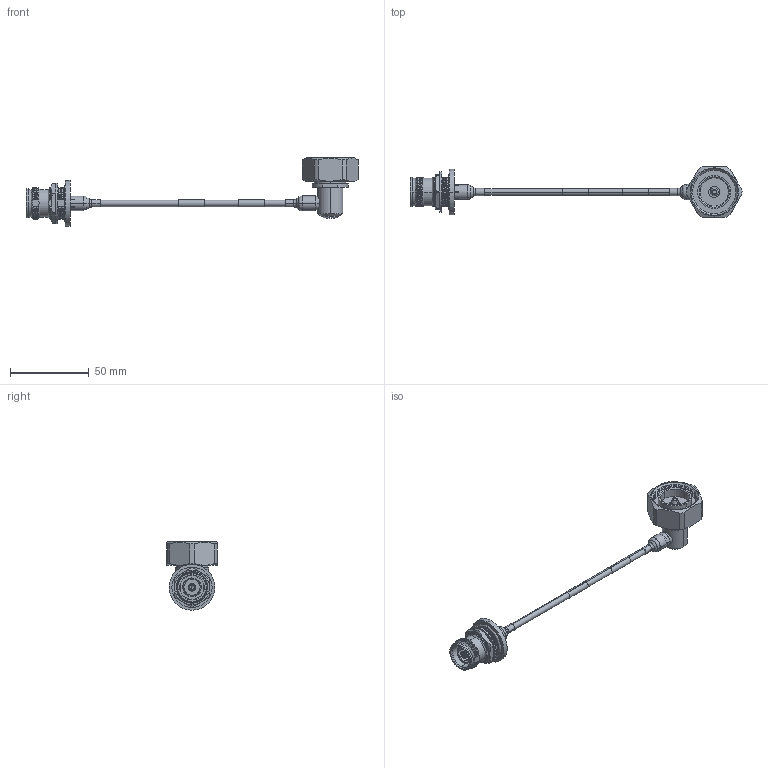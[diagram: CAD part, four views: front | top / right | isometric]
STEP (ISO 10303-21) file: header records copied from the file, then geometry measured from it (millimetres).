
FILE_DESCRIPTION (( 'STEP AP214' ), '1' );
FILE_NAME ('FMCA2483_3D.step', '2024-06-12T21:36:14', ( '' ), ( '' ), 'SwSTEP 2.0', 'SolidWorks 2022', '' );
FILE_SCHEMA (( 'AUTOMOTIVE_DESIGN' ));
Length unit declared in the file: inch
Products named in the file (6): TFT-5G-402^FMCA2483_LABEL PE+FM; HEAT SHRINK^FMCA2483; TC-402-716M-RA-LP-PE; TC-402-4310F-BH-LP-PE; HEAT SHRINK^FMCA2483_1.5; FMCA2483_3D
Assembly tree (5 placements, depth 2):
  FMCA2483_3D
    TFT-5G-402^FMCA2483_LABEL PE+FM
    HEAT SHRINK^FMCA2483
    HEAT SHRINK^FMCA2483_1.5
    TC-402-4310F-BH-LP-PE
    TC-402-716M-RA-LP-PE
Bounding box: 210.52 x 31.86 x 43.4 mm (x, y, z)
Volume: 24978.1 mm3; surface area: 17401.3 mm2
Topology: 7 solids, 7 shells, 560 faces, 1436 edges, 901 vertices
Faces by surface type: bspline 150, cylinder 148, plane 134, cone 106, torus 22
Entity records: 66241 total; most frequent: CARTESIAN_POINT 53751, ORIENTED_EDGE 2864, DIRECTION 2183, EDGE_CURVE 1432, VERTEX_POINT 901, AXIS2_PLACEMENT_3D 891, EDGE_LOOP 599, FACE_OUTER_BOUND 560
